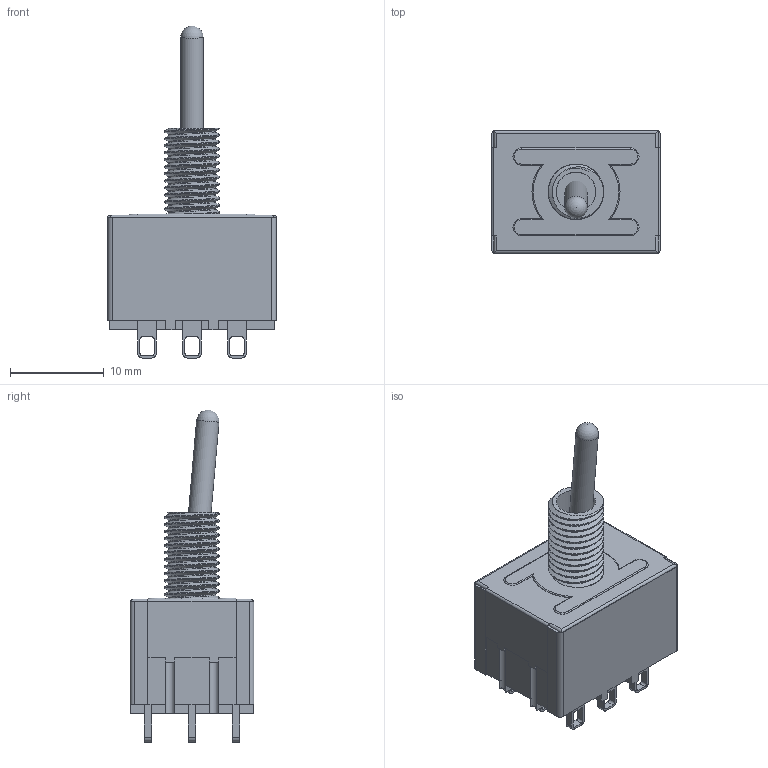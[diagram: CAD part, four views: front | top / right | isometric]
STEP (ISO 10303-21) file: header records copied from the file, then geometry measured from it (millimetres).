
FILE_DESCRIPTION(/* description */ (''),/* implementation_level */ '2;1');
FILE_NAME(/* name */ 'MTS-303 3PDT Toggle Switch.step',/* time_stamp */ '2021-11-10T12:03:40+08:00',/* author */ (''),/* organization */ (''),/* preprocessor_version */ 'ST-DEVELOPER v18.1',/* originating_system */ 'Autodesk Translation Framework v10.10.0.1391',/* authorisation */ '');
FILE_SCHEMA (('AUTOMOTIVE_DESIGN { 1 0 10303 214 3 1 1 }'));
Length unit declared in the file: millimetre
Products named in the file (2): MTS-303 3PDT Toggle Switch; Switch
Assembly tree (1 placements, depth 2):
  MTS-303 3PDT Toggle Switch
    Switch
Bounding box: 18 x 13.2 x 35.43 mm (x, y, z)
Volume: 2919 mm3; surface area: 2946.1 mm2
Topology: 18 solids, 18 shells, 1070 faces, 2890 edges, 1920 vertices
Faces by surface type: plane 540, bspline 404, cylinder 119, torus 6, sphere 1
Full cylindrical faces by diameter (mm): 2.4 x1, 4.2 x2, 5 x1, 5.048 x4, 5.908 x7
Entity records: 38835 total; most frequent: CARTESIAN_POINT 14543, ORIENTED_EDGE 5778, DIRECTION 3551, EDGE_CURVE 2889, VERTEX_POINT 1920, LINE 1835, VECTOR 1835, EDGE_LOOP 1159
